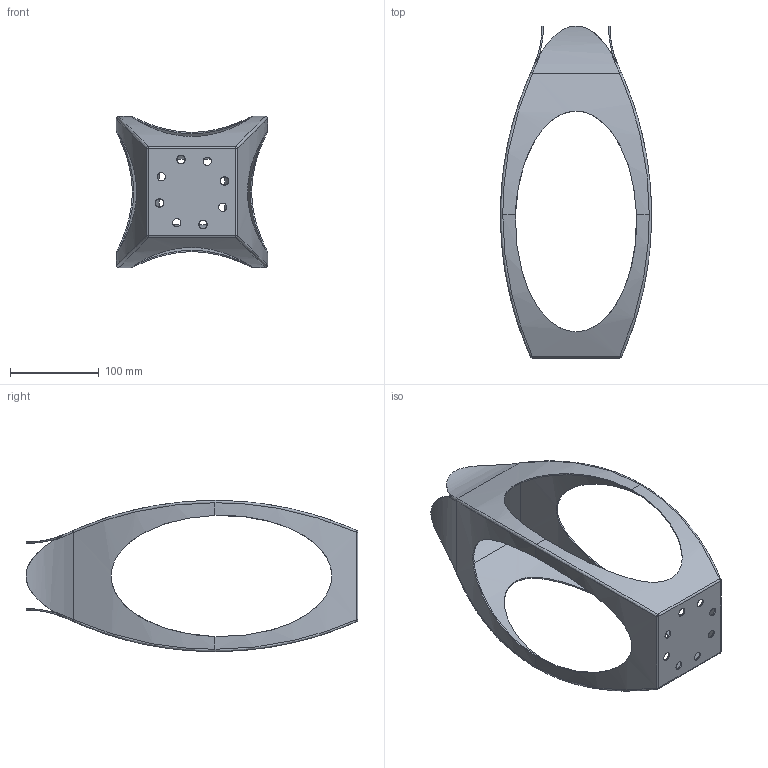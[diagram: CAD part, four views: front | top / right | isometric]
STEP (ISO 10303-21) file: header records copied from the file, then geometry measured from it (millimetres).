
FILE_DESCRIPTION (( 'STEP AP214' ), '1' );
FILE_NAME ('Sample.STEP', '2017-10-17T13:29:05', ( 'default' ), ( '' ), 'SwSTEP 2.0', 'SolidWorks 2017', '' );
FILE_SCHEMA (( 'AUTOMOTIVE_DESIGN' ));
Length unit declared in the file: inch
Products named in the file (1): Sample
Bounding box: 170.18 x 373.82 x 170.18 mm (x, y, z)
Volume: 166113.7 mm3; surface area: 220826.6 mm2
Topology: 1 solids, 1 shells, 91 faces, 255 edges, 151 vertices
Faces by surface type: cylinder 40, bspline 38, sphere 7, plane 6
Entity records: 11400 total; most frequent: CARTESIAN_POINT 9406, ORIENTED_EDGE 496, DIRECTION 289, EDGE_CURVE 248, VERTEX_POINT 151, AXIS2_PLACEMENT_3D 114, EDGE_LOOP 107, B_SPLINE_CURVE_WITH_KNOTS 96
